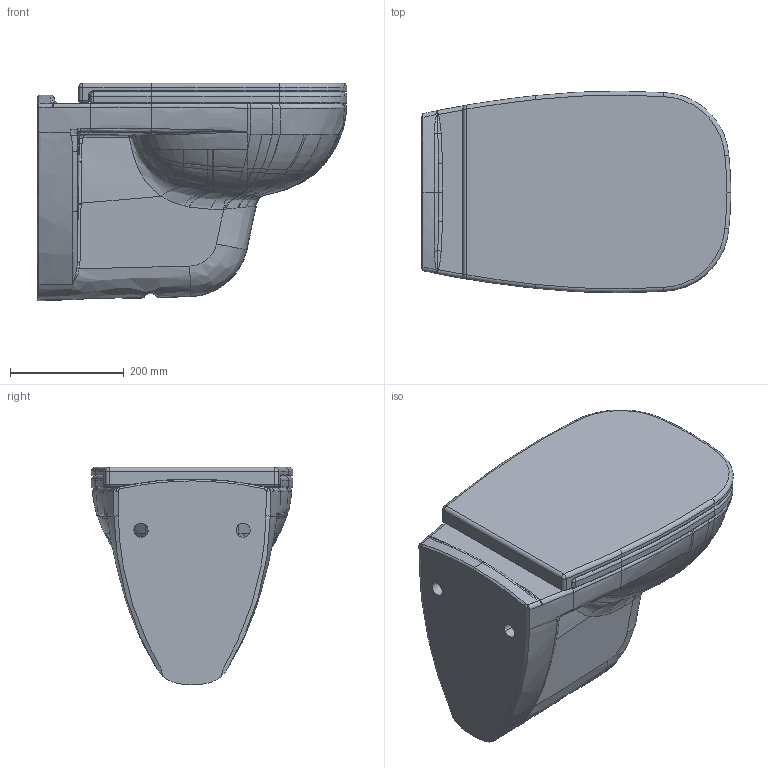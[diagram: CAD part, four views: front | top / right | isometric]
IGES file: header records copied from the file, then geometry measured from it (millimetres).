
Global section: file name: No Iges File Name specified; native system: Autodesk Inventor 2011; preprocessor: AutoDesk Inventor Iges Exporter R2011; author: Administrator; date: 20121012.145336; units: millimetre
Bounding box: 545.13 x 355.11 x 382.87 mm (x, y, z)
Volume: 21848391 mm3; surface area: 1411599 mm2
Topology: 3 solids, 3 shells, 931 faces, 2215 edges, 1241 vertices
Faces by surface type: bspline 777, torus 50, revolution 32, plane 32, cylinder 28, cone 6, sphere 6
